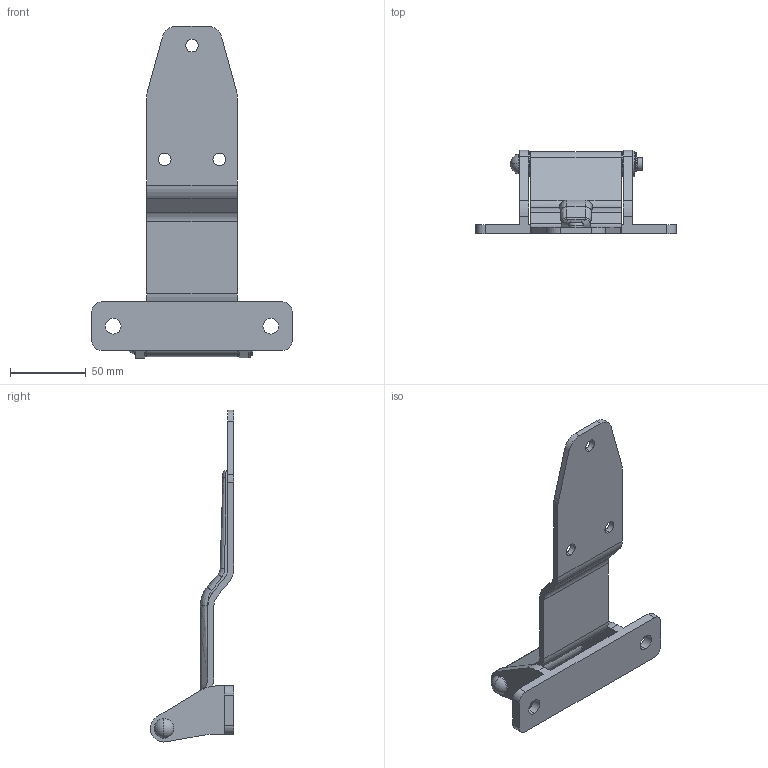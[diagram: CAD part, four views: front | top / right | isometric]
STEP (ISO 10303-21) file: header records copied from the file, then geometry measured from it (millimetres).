
FILE_DESCRIPTION (( 'STEP AP203' ), '1' );
FILE_NAME ('sone3D.STEP', '2014-09-25T11:53:18', ( '' ), ( '' ), 'SwSTEP 2.0', 'SolidWorks 2012', '' );
FILE_SCHEMA (( 'CONFIG_CONTROL_DESIGN' ));
Length unit declared in the file: millimetre
Products named in the file (7): FB-813-1ワッシャー__鉄ワッシャー; sone3D; FB-813-1ワッシャー__樹脂ワッシャー; FB-813-1受座_; 兂6梡E宍巭傔椫_B27.8M - 3EM1-6; FB-813-1軸_; FB-813-1羽根_
Assembly tree (7 placements, depth 2):
  sone3D
    FB-813-1受座_
    FB-813-1羽根_
    FB-813-1軸_
    兂6梡E宍巭傔椫_B27.8M - 3EM1-6
    FB-813-1ワッシャー__樹脂ワッシャー  x2
    FB-813-1ワッシャー__鉄ワッシャー
Bounding box: 132 x 55 x 219 mm (x, y, z)
Volume: 113991.9 mm3; surface area: 54108.3 mm2
Topology: 7 solids, 7 shells, 150 faces, 387 edges, 253 vertices
Faces by surface type: cylinder 80, plane 57, bspline 11, sphere 2
Entity records: 5851 total; most frequent: CARTESIAN_POINT 1508, DIRECTION 764, ORIENTED_EDGE 750, EDGE_CURVE 375, AXIS2_PLACEMENT_3D 288, VERTEX_POINT 245, LINE 188, VECTOR 188
